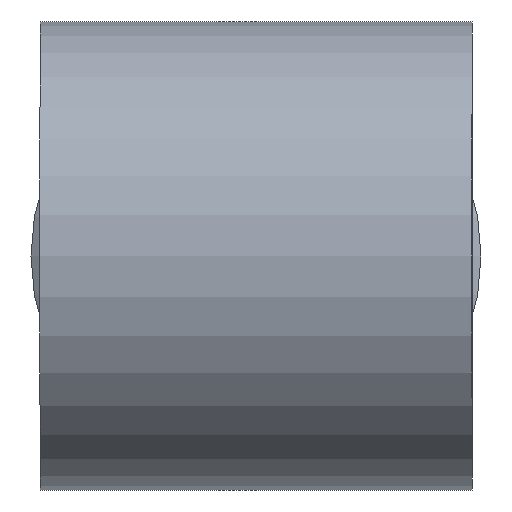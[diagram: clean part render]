
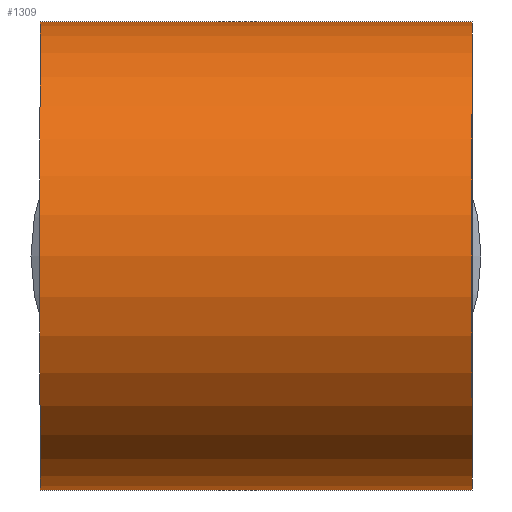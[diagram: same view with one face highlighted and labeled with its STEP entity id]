
A CAD part, left-side view. The second image highlights one B-rep face of the part: STEP entity #1309.
In plain terms, the highlighted cylindrical face has radius 13 mm (diameter 26 mm), a partial arc.
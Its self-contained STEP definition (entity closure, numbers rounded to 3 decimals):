
#193 = CARTESIAN_POINT ( 'NONE',  ( 0., 13.586, 0. ) ) ;
#194 = DIRECTION ( 'NONE',  ( 0., 1., 0. ) ) ;
#195 = DIRECTION ( 'NONE',  ( 0., 0., 1. ) ) ;
#293 = CARTESIAN_POINT ( 'NONE',  ( 0., -12., 13. ) ) ;
#294 = CARTESIAN_POINT ( 'NONE',  ( 0., -12., -13. ) ) ;
#295 = CARTESIAN_POINT ( 'NONE',  ( 0., 12., -13. ) ) ;
#296 = CARTESIAN_POINT ( 'NONE',  ( 0., 12., 13. ) ) ;
#360 = LINE ( 'NONE', #489, #833 ) ;
#365 = LINE ( 'NONE', #558, #771 ) ;
#424 = FACE_OUTER_BOUND ( 'NONE', #1161, .T. ) ;
#425 = CYLINDRICAL_SURFACE ( 'NONE', #932, 13. ) ;
#480 = CARTESIAN_POINT ( 'NONE',  ( 0., -12., 0. ) ) ;
#481 = DIRECTION ( 'NONE',  ( 0., 1., 0. ) ) ;
#482 = DIRECTION ( 'NONE',  ( -1., 0., 0. ) ) ;
#483 = CARTESIAN_POINT ( 'NONE',  ( 0., 12., 0. ) ) ;
#484 = DIRECTION ( 'NONE',  ( 0., -1., 0. ) ) ;
#485 = DIRECTION ( 'NONE',  ( 1., 0., 0. ) ) ;
#489 = CARTESIAN_POINT ( 'NONE',  ( 0., 13.586, 13. ) ) ;
#490 = DIRECTION ( 'NONE',  ( 0., 1., 0. ) ) ;
#558 = CARTESIAN_POINT ( 'NONE',  ( 0., 13.586, -13. ) ) ;
#559 = DIRECTION ( 'NONE',  ( 0., 1., 0. ) ) ;
#771 = VECTOR ( 'NONE', #559, 1000. ) ;
#825 = CIRCLE ( 'NONE', #827, 13. ) ;
#827 = AXIS2_PLACEMENT_3D ( 'NONE', #480, #481, #482 ) ;
#828 = CIRCLE ( 'NONE', #829, 13. ) ;
#829 = AXIS2_PLACEMENT_3D ( 'NONE', #483, #484, #485 ) ;
#833 = VECTOR ( 'NONE', #490, 1000. ) ;
#932 = AXIS2_PLACEMENT_3D ( 'NONE', #193, #194, #195 ) ;
#998 = ORIENTED_EDGE ( 'NONE', *, *, #1223, .T. ) ;
#1005 = ORIENTED_EDGE ( 'NONE', *, *, #1222, .T. ) ;
#1011 = ORIENTED_EDGE ( 'NONE', *, *, #1225, .T. ) ;
#1012 = ORIENTED_EDGE ( 'NONE', *, *, #1236, .F. ) ;
#1137 = VERTEX_POINT ( 'NONE', #293 ) ;
#1138 = VERTEX_POINT ( 'NONE', #294 ) ;
#1139 = VERTEX_POINT ( 'NONE', #295 ) ;
#1140 = VERTEX_POINT ( 'NONE', #296 ) ;
#1161 = EDGE_LOOP ( 'NONE', ( #1012, #1005, #1011, #998 ) ) ;
#1222 = EDGE_CURVE ( 'NONE', #1138, #1137, #825, .T. ) ;
#1223 = EDGE_CURVE ( 'NONE', #1140, #1139, #828, .T. ) ;
#1225 = EDGE_CURVE ( 'NONE', #1137, #1140, #360, .T. ) ;
#1236 = EDGE_CURVE ( 'NONE', #1138, #1139, #365, .T. ) ;
#1309 = ADVANCED_FACE ( 'NONE', ( #424 ), #425, .T. ) ;
